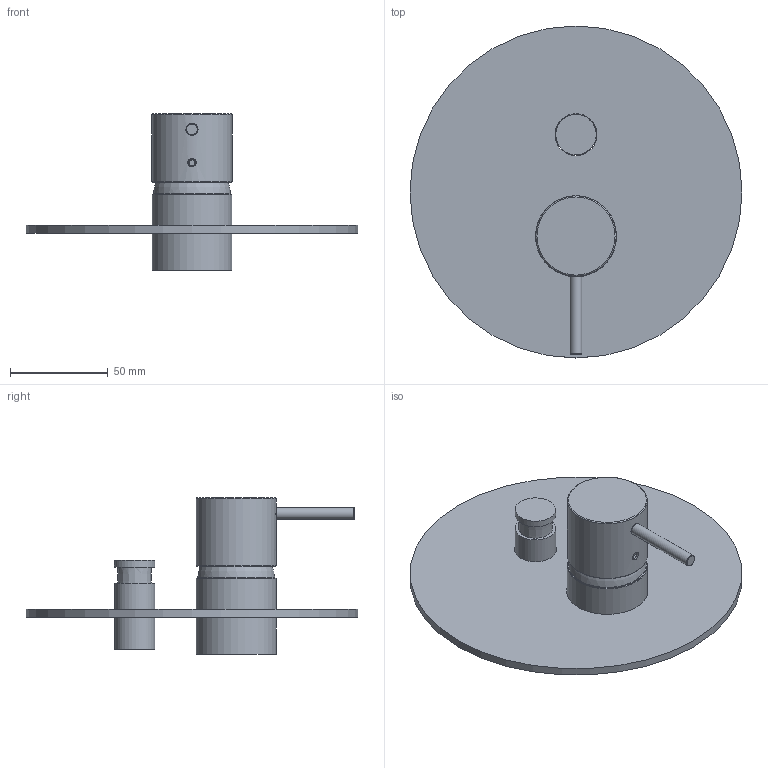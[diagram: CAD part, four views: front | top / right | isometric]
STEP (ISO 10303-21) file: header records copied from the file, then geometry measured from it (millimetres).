
FILE_DESCRIPTION (( 'STEP AP214' ), '1' );
FILE_NAME ('C35.0019.STEP', '2023-11-06T08:47:39', ( '' ), ( '' ), 'SwSTEP 2.0', 'SolidWorks 2022', '' );
FILE_SCHEMA (( 'AUTOMOTIVE_DESIGN' ));
Length unit declared in the file: millimetre
Products named in the file (10): MCTPROJ-0200-MANIPULO_INVERSOR; PERNO M4; 0044.000.23; C35.0019; 0039.009.00; 0039.007.00; ORING_Ø41x2; 0235.001.00; ORING Ø22x2; MCTPROJ-0200-CAMPANULA_DO_INVERSOR
Assembly tree (9 placements, depth 2):
  C35.0019
    0039.007.00
    0044.000.23
    PERNO M4
    0235.001.00
    ORING Ø22x2
    0039.009.00
    ORING_Ø41x2
    MCTPROJ-0200-CAMPANULA_DO_INVERSOR
    MCTPROJ-0200-MANIPULO_INVERSOR
Bounding box: 170 x 170 x 80.15 mm (x, y, z)
Volume: 109819.9 mm3; surface area: 80118.8 mm2
Topology: 9 solids, 9 shells, 92 faces, 190 edges, 123 vertices
Faces by surface type: plane 37, cylinder 34, cone 12, torus 8, bspline 1
Full cylindrical faces by diameter (mm): 2.5 x1, 3.3 x1, 4 x1, 4.2 x1, 5 x2, 5.9 x1, 6 x1, 6.2 x1, 10.5 x1, 15 x2, 17.5 x1, 18 x1, 20.7 x2, 21.5 x2, 24 x1, 31 x1, 39 x2, 41 x2, 41.5 x2, 44.3 x1, 170 x1
Entity records: 2927 total; most frequent: CARTESIAN_POINT 706, DIRECTION 408, ORIENTED_EDGE 244, AXIS2_PLACEMENT_3D 189, EDGE_LOOP 160, FACE_OUTER_BOUND 125, EDGE_CURVE 122, VERTEX_POINT 104
